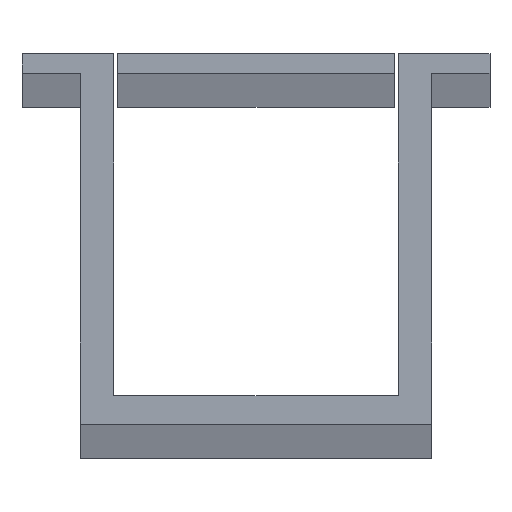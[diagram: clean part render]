
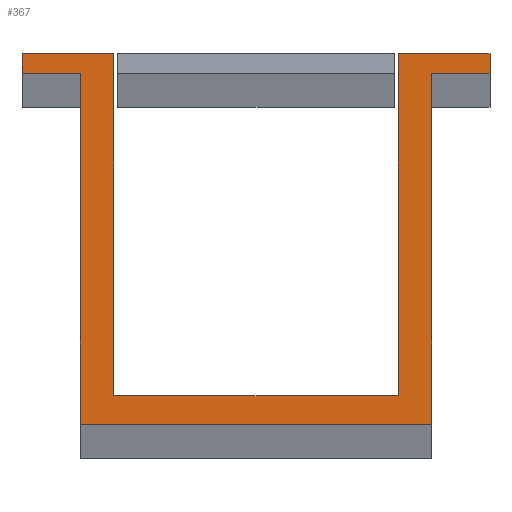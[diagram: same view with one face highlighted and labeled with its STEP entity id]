
A CAD part, top view. The second image highlights one B-rep face of the part: STEP entity #367.
In plain terms, the highlighted planar face has unit normal (0, 0, 1).
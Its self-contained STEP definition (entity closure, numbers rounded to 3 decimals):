
#35=FACE_OUTER_BOUND('',#55,.T.);
#55=EDGE_LOOP('',(#305,#306,#307,#308,#309,#310,#311,#312,#313,#314,#315,
#316));
#71=LINE('',#528,#119);
#75=LINE('',#535,#123);
#78=LINE('',#541,#126);
#81=LINE('',#547,#129);
#84=LINE('',#553,#132);
#86=LINE('',#558,#134);
#89=LINE('',#564,#137);
#92=LINE('',#570,#140);
#95=LINE('',#576,#143);
#98=LINE('',#582,#146);
#101=LINE('',#588,#149);
#104=LINE('',#592,#152);
#119=VECTOR('',#434,10.);
#123=VECTOR('',#440,10.);
#126=VECTOR('',#445,10.);
#129=VECTOR('',#450,10.);
#132=VECTOR('',#455,10.);
#134=VECTOR('',#459,10.);
#137=VECTOR('',#464,10.);
#140=VECTOR('',#469,10.);
#143=VECTOR('',#474,10.);
#146=VECTOR('',#479,10.);
#149=VECTOR('',#484,10.);
#152=VECTOR('',#489,10.);
#163=VERTEX_POINT('',#525);
#164=VERTEX_POINT('',#527);
#166=VERTEX_POINT('',#533);
#168=VERTEX_POINT('',#539);
#170=VERTEX_POINT('',#545);
#172=VERTEX_POINT('',#551);
#174=VERTEX_POINT('',#557);
#176=VERTEX_POINT('',#563);
#178=VERTEX_POINT('',#569);
#180=VERTEX_POINT('',#575);
#182=VERTEX_POINT('',#581);
#184=VERTEX_POINT('',#587);
#199=EDGE_CURVE('',#163,#164,#71,.T.);
#203=EDGE_CURVE('',#166,#163,#75,.T.);
#206=EDGE_CURVE('',#168,#166,#78,.T.);
#209=EDGE_CURVE('',#170,#168,#81,.T.);
#212=EDGE_CURVE('',#172,#170,#84,.T.);
#214=EDGE_CURVE('',#174,#164,#86,.T.);
#217=EDGE_CURVE('',#176,#174,#89,.T.);
#220=EDGE_CURVE('',#178,#176,#92,.T.);
#223=EDGE_CURVE('',#180,#178,#95,.T.);
#226=EDGE_CURVE('',#182,#180,#98,.T.);
#229=EDGE_CURVE('',#184,#182,#101,.T.);
#232=EDGE_CURVE('',#184,#172,#104,.T.);
#305=ORIENTED_EDGE('',*,*,#232,.F.);
#306=ORIENTED_EDGE('',*,*,#229,.T.);
#307=ORIENTED_EDGE('',*,*,#226,.T.);
#308=ORIENTED_EDGE('',*,*,#223,.T.);
#309=ORIENTED_EDGE('',*,*,#220,.T.);
#310=ORIENTED_EDGE('',*,*,#217,.T.);
#311=ORIENTED_EDGE('',*,*,#214,.T.);
#312=ORIENTED_EDGE('',*,*,#199,.F.);
#313=ORIENTED_EDGE('',*,*,#203,.F.);
#314=ORIENTED_EDGE('',*,*,#206,.F.);
#315=ORIENTED_EDGE('',*,*,#209,.F.);
#316=ORIENTED_EDGE('',*,*,#212,.F.);
#347=PLANE('',#402);
#367=ADVANCED_FACE('',(#35),#347,.T.);
#402=AXIS2_PLACEMENT_3D('',#593,#490,#491);
#434=DIRECTION('',(0.,-1.,0.));
#440=DIRECTION('',(-1.,0.,0.));
#445=DIRECTION('',(0.,-1.,0.));
#450=DIRECTION('',(1.,0.,0.));
#455=DIRECTION('',(0.,1.,0.));
#459=DIRECTION('',(1.,0.,0.));
#464=DIRECTION('',(0.,-1.,0.));
#469=DIRECTION('',(1.,0.,0.));
#474=DIRECTION('',(0.,-1.,0.));
#479=DIRECTION('',(-1.,0.,0.));
#484=DIRECTION('',(0.,1.,0.));
#489=DIRECTION('',(1.,0.,0.));
#490=DIRECTION('center_axis',(0.,0.,1.));
#491=DIRECTION('ref_axis',(1.,0.,0.));
#525=CARTESIAN_POINT('',(9.,18.,1000.));
#527=CARTESIAN_POINT('',(9.,0.,1000.));
#528=CARTESIAN_POINT('',(9.,18.,1000.));
#533=CARTESIAN_POINT('',(12.,18.,1000.));
#535=CARTESIAN_POINT('',(12.,18.,1000.));
#539=CARTESIAN_POINT('',(12.,19.,1000.));
#541=CARTESIAN_POINT('',(12.,19.,1000.));
#545=CARTESIAN_POINT('',(7.3,19.,1000.));
#547=CARTESIAN_POINT('',(7.3,19.,1000.));
#551=CARTESIAN_POINT('',(7.3,1.47,1000.));
#553=CARTESIAN_POINT('',(7.3,1.47,1000.));
#557=CARTESIAN_POINT('',(-9.,0.,1000.));
#558=CARTESIAN_POINT('',(-9.,0.,1000.));
#563=CARTESIAN_POINT('',(-9.,18.,1000.));
#564=CARTESIAN_POINT('',(-9.,18.,1000.));
#569=CARTESIAN_POINT('',(-12.,18.,1000.));
#570=CARTESIAN_POINT('',(-12.,18.,1000.));
#575=CARTESIAN_POINT('',(-12.,19.,1000.));
#576=CARTESIAN_POINT('',(-12.,19.,1000.));
#581=CARTESIAN_POINT('',(-7.3,19.,1000.));
#582=CARTESIAN_POINT('',(-7.3,19.,1000.));
#587=CARTESIAN_POINT('',(-7.3,1.47,1000.));
#588=CARTESIAN_POINT('',(-7.3,1.47,1000.));
#592=CARTESIAN_POINT('',(0.,1.47,1000.));
#593=CARTESIAN_POINT('Origin',(-6.,9.5,1000.));
